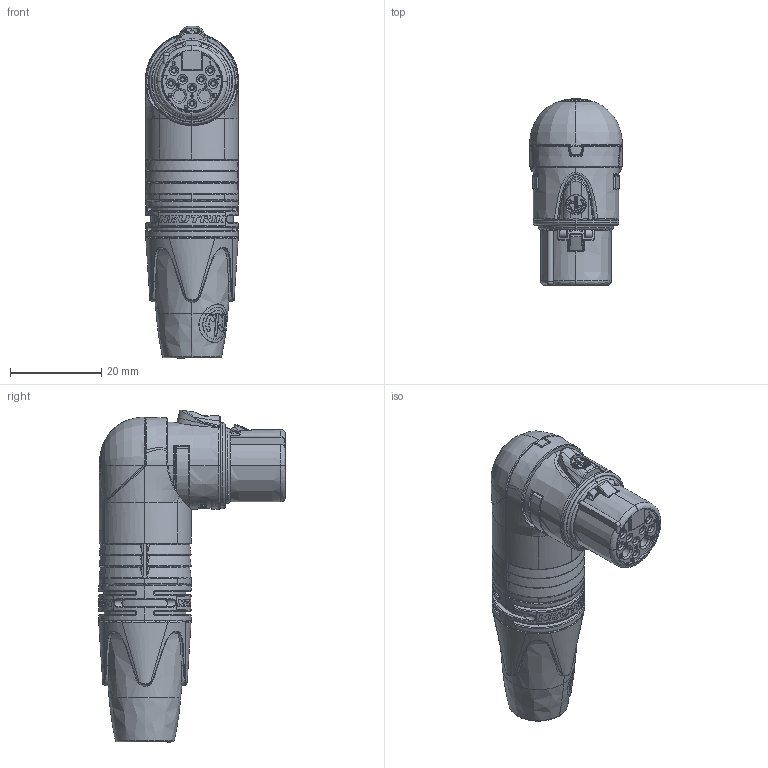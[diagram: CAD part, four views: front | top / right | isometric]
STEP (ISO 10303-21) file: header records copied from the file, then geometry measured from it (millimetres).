
FILE_DESCRIPTION((''),'2;1');
FILE_NAME('30012500','2025-04-24T14:54:17',('SYSTEM'),(''),'CREO PARAMETRIC BY PTC INC, 2023424','CREO PARAMETRIC BY PTC INC, 2023424','');
FILE_SCHEMA(('CONFIG_CONTROL_DESIGN'));
Products named in the file (1): 30012500
Bounding box: 20.3 x 40.95 x 72.76 mm (x, y, z)
Volume: 24160.4 mm3; surface area: 7321.3 mm2
Topology: 4 solids, 4 shells, 1649 faces, 4416 edges, 2820 vertices
Faces by surface type: plane 738, bspline 405, cylinder 199, extrusion 141, torus 90, cone 59, sphere 15, revolution 2
Entity records: 78392 total; most frequent: CARTESIAN_POINT 41291, ORIENTED_EDGE 8822, DIRECTION 5977, EDGE_CURVE 4411, VERTEX_POINT 2820, VECTOR 2089, LINE 1948, AXIS2_PLACEMENT_3D 1943
